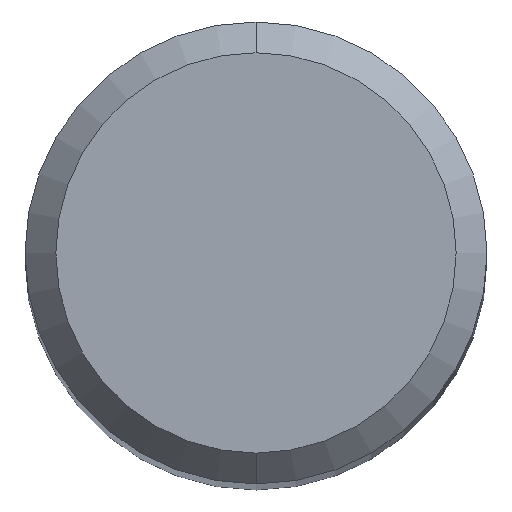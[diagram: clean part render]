
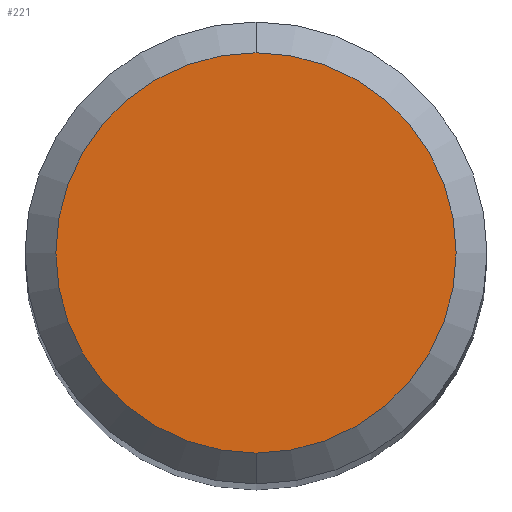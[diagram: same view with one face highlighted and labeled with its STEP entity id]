
A CAD part, top view. The second image highlights one B-rep face of the part: STEP entity #221.
In plain terms, the highlighted planar face has unit normal (0, 0, 1).
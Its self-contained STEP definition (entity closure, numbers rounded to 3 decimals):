
#177=VERTEX_POINT('',#484);
#221=ADVANCED_FACE('',(#534),#535,.T.);
#223=VERTEX_POINT('',#537);
#275=EDGE_CURVE('',#223,#177,#596,.T.);
#409=EDGE_CURVE('',#177,#223,#741,.T.);
#484=CARTESIAN_POINT('',(0.,-2.6,0.0));
#534=FACE_OUTER_BOUND('',#908,.T.);
#535=PLANE('',#909);
#537=CARTESIAN_POINT('',(0.0,2.6,0.0));
#596=CIRCLE('',#995,2.6);
#741=CIRCLE('',#1324,2.6);
#908=EDGE_LOOP('',(#1510,#1511));
#909=AXIS2_PLACEMENT_3D('',#1512,#1513,#1514);
#995=AXIS2_PLACEMENT_3D('',#1600,#1601,#1602);
#1324=AXIS2_PLACEMENT_3D('',#1746,#1747,#1748);
#1510=ORIENTED_EDGE('',*,*,#275,.F.);
#1511=ORIENTED_EDGE('',*,*,#409,.F.);
#1512=CARTESIAN_POINT('',(0.0,1.3,0.0));
#1513=DIRECTION('',(-0.0,0.0,1.0));
#1514=DIRECTION('',(0.0,-1.0,0.0));
#1600=CARTESIAN_POINT('',(0.0,0.0,0.0));
#1601=DIRECTION('',(0.0,0.0,-1.0));
#1602=DIRECTION('',(0.0,1.0,0.0));
#1746=CARTESIAN_POINT('',(0.0,0.0,0.0));
#1747=DIRECTION('',(0.0,0.0,-1.0));
#1748=DIRECTION('',(0.0,1.0,0.0));
